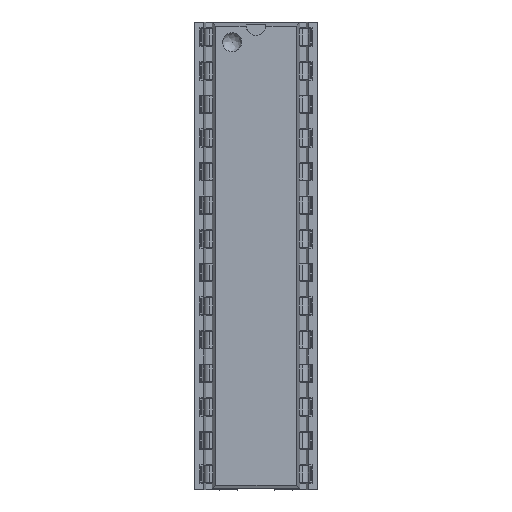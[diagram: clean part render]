
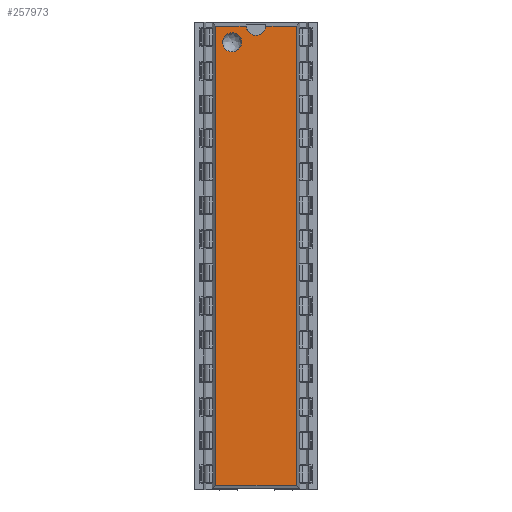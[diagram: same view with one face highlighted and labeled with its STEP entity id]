
A CAD part, top view. The second image highlights one B-rep face of the part: STEP entity #257973.
In plain terms, the highlighted free-form (B-spline) face has degree [1, 1] with [2, 2] control points.
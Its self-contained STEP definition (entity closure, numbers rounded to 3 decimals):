
#257427 = VERTEX_POINT('',#257428);
#257428 = CARTESIAN_POINT('',(0.616,-27.459,
    6.049));
#257433 = EDGE_CURVE('',#257434,#257427,#257436,.T.);
#257434 = VERTEX_POINT('',#257435);
#257435 = CARTESIAN_POINT('',(5.563,-27.459,
    6.049));
#257436 = B_SPLINE_CURVE_WITH_KNOTS('',1,(#257437,#257438),
  .UNSPECIFIED.,.F.,.F.,(2,2),(0.,6.1),.PIECEWISE_BEZIER_KNOTS.);
#257437 = CARTESIAN_POINT('',(5.563,-27.459,
    6.049));
#257438 = CARTESIAN_POINT('',(0.616,-27.459,
    6.049));
#257958 = VERTEX_POINT('',#257959);
#257959 = CARTESIAN_POINT('',(0.616,0.681,
    6.049));
#257964 = EDGE_CURVE('',#257427,#257958,#257965,.T.);
#257965 = B_SPLINE_CURVE_WITH_KNOTS('',1,(#257966,#257967),
  .UNSPECIFIED.,.F.,.F.,(2,2),(0.,34.7),.PIECEWISE_BEZIER_KNOTS.);
#257966 = CARTESIAN_POINT('',(0.616,-27.459,
    6.049));
#257967 = CARTESIAN_POINT('',(0.616,0.681,
    6.049));
#257973 = ADVANCED_FACE('',(#257974,#258007),#258021,.T.);
#257974 = FACE_BOUND('',#257975,.T.);
#257975 = EDGE_LOOP('',(#257976,#257977,#257984,#257991,#258001,#258006)
  );
#257976 = ORIENTED_EDGE('',*,*,#257433,.F.);
#257977 = ORIENTED_EDGE('',*,*,#257978,.F.);
#257978 = EDGE_CURVE('',#257979,#257434,#257981,.T.);
#257979 = VERTEX_POINT('',#257980);
#257980 = CARTESIAN_POINT('',(5.563,0.681,
    6.049));
#257981 = B_SPLINE_CURVE_WITH_KNOTS('',1,(#257982,#257983),
  .UNSPECIFIED.,.F.,.F.,(2,2),(0.,34.7),.PIECEWISE_BEZIER_KNOTS.);
#257982 = CARTESIAN_POINT('',(5.563,0.681,
    6.049));
#257983 = CARTESIAN_POINT('',(5.563,-27.459,
    6.049));
#257984 = ORIENTED_EDGE('',*,*,#257985,.F.);
#257985 = EDGE_CURVE('',#257986,#257979,#257988,.T.);
#257986 = VERTEX_POINT('',#257987);
#257987 = CARTESIAN_POINT('',(3.697,0.681,
    6.049));
#257988 = B_SPLINE_CURVE_WITH_KNOTS('',1,(#257989,#257990),
  .UNSPECIFIED.,.F.,.F.,(2,2),(3.799,6.1),
  .PIECEWISE_BEZIER_KNOTS.);
#257989 = CARTESIAN_POINT('',(3.697,0.681,
    6.049));
#257990 = CARTESIAN_POINT('',(5.563,0.681,
    6.049));
#257991 = ORIENTED_EDGE('',*,*,#257992,.F.);
#257992 = EDGE_CURVE('',#257993,#257986,#257995,.T.);
#257993 = VERTEX_POINT('',#257994);
#257994 = CARTESIAN_POINT('',(2.482,0.681,
    6.049));
#257995 = ( BOUNDED_CURVE() B_SPLINE_CURVE(2,(#257996,#257997,#257998,
#257999,#258000),.UNSPECIFIED.,.F.,.F.) B_SPLINE_CURVE_WITH_KNOTS((3,2,3
    ),(1.624,3.142,4.659),
.PIECEWISE_BEZIER_KNOTS.) CURVE() GEOMETRIC_REPRESENTATION_ITEM() 
RATIONAL_B_SPLINE_CURVE((1.,0.726,1.,0.726,1.)) 
REPRESENTATION_ITEM('') );
#257996 = CARTESIAN_POINT('',(2.482,0.681,
    6.049));
#257997 = CARTESIAN_POINT('',(2.513,0.105,
    6.049));
#257998 = CARTESIAN_POINT('',(3.09,0.105,
    6.049));
#257999 = CARTESIAN_POINT('',(3.666,0.105,
    6.049));
#258000 = CARTESIAN_POINT('',(3.697,0.681,
    6.049));
#258001 = ORIENTED_EDGE('',*,*,#258002,.F.);
#258002 = EDGE_CURVE('',#257958,#257993,#258003,.T.);
#258003 = B_SPLINE_CURVE_WITH_KNOTS('',1,(#258004,#258005),
  .UNSPECIFIED.,.F.,.F.,(2,2),(0.,2.301),
  .PIECEWISE_BEZIER_KNOTS.);
#258004 = CARTESIAN_POINT('',(0.616,0.681,
    6.049));
#258005 = CARTESIAN_POINT('',(2.482,0.681,
    6.049));
#258006 = ORIENTED_EDGE('',*,*,#257964,.F.);
#258007 = FACE_BOUND('',#258008,.T.);
#258008 = EDGE_LOOP('',(#258009));
#258009 = ORIENTED_EDGE('',*,*,#258010,.F.);
#258010 = EDGE_CURVE('',#258011,#258011,#258013,.T.);
#258011 = VERTEX_POINT('',#258012);
#258012 = CARTESIAN_POINT('',(1.046,-0.316,
    6.049));
#258013 = ( BOUNDED_CURVE() B_SPLINE_CURVE(2,(#258014,#258015,#258016,
    #258017,#258018,#258019,#258020),.UNSPECIFIED.,.T.,.F.) 
B_SPLINE_CURVE_WITH_KNOTS((1,2,2,2,2,1),(-2.094,0.,
    2.094,4.189,6.283,8.378),
.UNSPECIFIED.) CURVE() GEOMETRIC_REPRESENTATION_ITEM() 
RATIONAL_B_SPLINE_CURVE((1.,0.5,1.,0.5,1.,0.5,1.)) REPRESENTATION_ITEM(
  '') );
#258014 = CARTESIAN_POINT('',(1.046,-0.316,
    6.049));
#258015 = CARTESIAN_POINT('',(1.046,-1.328,
    6.049));
#258016 = CARTESIAN_POINT('',(1.922,-0.822,
    6.049));
#258017 = CARTESIAN_POINT('',(2.798,-0.316,
    6.049));
#258018 = CARTESIAN_POINT('',(1.922,0.189,
    6.049));
#258019 = CARTESIAN_POINT('',(1.046,0.695,
    6.049));
#258020 = CARTESIAN_POINT('',(1.046,-0.316,
    6.049));
#258021 = B_SPLINE_SURFACE_WITH_KNOTS('',1,1,(
    (#258022,#258023)
    ,(#258024,#258025
    )),.UNSPECIFIED.,.F.,.F.,.F.,(2,2),(2,2),(0.,35.232),(
    -6.008,6.008),.PIECEWISE_BEZIER_KNOTS.);
#258022 = CARTESIAN_POINT('',(10.362,-26.615,
    6.049));
#258023 = CARTESIAN_POINT('',(0.765,-28.303,
    6.049));
#258024 = CARTESIAN_POINT('',(5.415,1.525,
    6.049));
#258025 = CARTESIAN_POINT('',(-4.182,-0.162,
    6.049));
